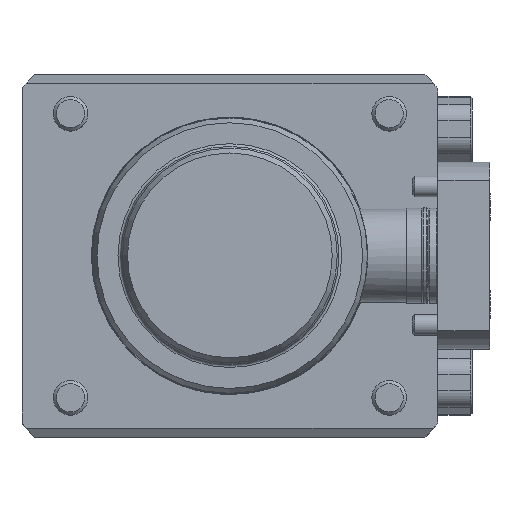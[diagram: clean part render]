
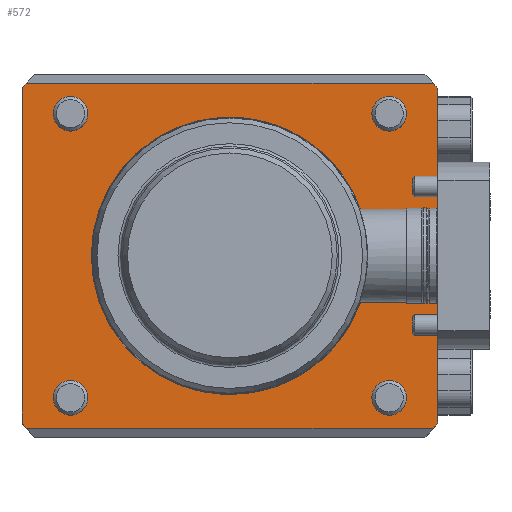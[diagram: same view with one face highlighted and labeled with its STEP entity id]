
A CAD part, top view. The second image highlights one B-rep face of the part: STEP entity #572.
In plain terms, the highlighted planar face has unit normal (0, 0, 1).
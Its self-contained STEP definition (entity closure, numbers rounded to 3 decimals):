
#52=LINE('',#3937,#174);
#53=LINE('',#3942,#175);
#54=LINE('',#3944,#176);
#55=LINE('',#3946,#177);
#56=LINE('',#3948,#178);
#57=LINE('',#3950,#179);
#58=LINE('',#3954,#180);
#59=LINE('',#3958,#181);
#174=VECTOR('',#2862,1.);
#175=VECTOR('',#2865,1.);
#176=VECTOR('',#2866,1.);
#177=VECTOR('',#2867,1.);
#178=VECTOR('',#2868,1.);
#179=VECTOR('',#2869,1.);
#180=VECTOR('',#2872,1.);
#181=VECTOR('',#2875,1.);
#394=FACE_BOUND('',#921,.T.);
#395=FACE_BOUND('',#922,.T.);
#396=FACE_BOUND('',#923,.T.);
#397=FACE_BOUND('',#924,.T.);
#398=FACE_BOUND('',#925,.T.);
#399=FACE_BOUND('',#926,.T.);
#572=ADVANCED_FACE('',(#394,#395,#396,#397,#398,#399),#733,.T.);
#733=PLANE('',#2507);
#921=EDGE_LOOP('',(#1185));
#922=EDGE_LOOP('',(#1186));
#923=EDGE_LOOP('',(#1187));
#924=EDGE_LOOP('',(#1188));
#925=EDGE_LOOP('',(#1189));
#926=EDGE_LOOP('',(#1190,#1191,#1192,#1193,#1194,#1195,#1196,#1197,#1198,
#1199,#1200,#1201));
#1185=ORIENTED_EDGE('',*,*,#2004,.T.);
#1186=ORIENTED_EDGE('',*,*,#2005,.T.);
#1187=ORIENTED_EDGE('',*,*,#2002,.T.);
#1188=ORIENTED_EDGE('',*,*,#1999,.T.);
#1189=ORIENTED_EDGE('',*,*,#1996,.T.);
#1190=ORIENTED_EDGE('',*,*,#2006,.F.);
#1191=ORIENTED_EDGE('',*,*,#2007,.F.);
#1192=ORIENTED_EDGE('',*,*,#2008,.F.);
#1193=ORIENTED_EDGE('',*,*,#2009,.F.);
#1194=ORIENTED_EDGE('',*,*,#2010,.F.);
#1195=ORIENTED_EDGE('',*,*,#2011,.F.);
#1196=ORIENTED_EDGE('',*,*,#2012,.F.);
#1197=ORIENTED_EDGE('',*,*,#2013,.F.);
#1198=ORIENTED_EDGE('',*,*,#2014,.T.);
#1199=ORIENTED_EDGE('',*,*,#2015,.F.);
#1200=ORIENTED_EDGE('',*,*,#2016,.F.);
#1201=ORIENTED_EDGE('',*,*,#2017,.F.);
#1773=VERTEX_POINT('',#3909);
#1776=VERTEX_POINT('',#3918);
#1779=VERTEX_POINT('',#3927);
#1781=VERTEX_POINT('',#3934);
#1782=VERTEX_POINT('',#3936);
#1783=VERTEX_POINT('',#3938);
#1784=VERTEX_POINT('',#3939);
#1785=VERTEX_POINT('',#3941);
#1786=VERTEX_POINT('',#3943);
#1787=VERTEX_POINT('',#3945);
#1788=VERTEX_POINT('',#3947);
#1789=VERTEX_POINT('',#3949);
#1790=VERTEX_POINT('',#3951);
#1791=VERTEX_POINT('',#3953);
#1792=VERTEX_POINT('',#3955);
#1793=VERTEX_POINT('',#3957);
#1794=VERTEX_POINT('',#3959);
#1996=EDGE_CURVE('',#1773,#1773,#2293,.T.);
#1999=EDGE_CURVE('',#1776,#1776,#2296,.T.);
#2002=EDGE_CURVE('',#1779,#1779,#2299,.T.);
#2004=EDGE_CURVE('',#1781,#1781,#2301,.T.);
#2005=EDGE_CURVE('',#1782,#1782,#2302,.T.);
#2006=EDGE_CURVE('',#1783,#1784,#52,.T.);
#2007=EDGE_CURVE('',#1785,#1783,#2303,.T.);
#2008=EDGE_CURVE('',#1786,#1785,#53,.T.);
#2009=EDGE_CURVE('',#1787,#1786,#54,.T.);
#2010=EDGE_CURVE('',#1788,#1787,#55,.T.);
#2011=EDGE_CURVE('',#1789,#1788,#56,.T.);
#2012=EDGE_CURVE('',#1790,#1789,#57,.T.);
#2013=EDGE_CURVE('',#1791,#1790,#2304,.T.);
#2014=EDGE_CURVE('',#1791,#1792,#58,.T.);
#2015=EDGE_CURVE('',#1793,#1792,#2305,.T.);
#2016=EDGE_CURVE('',#1794,#1793,#59,.T.);
#2017=EDGE_CURVE('',#1784,#1794,#2306,.T.);
#2293=CIRCLE('',#2484,5.);
#2296=CIRCLE('',#2490,5.);
#2299=CIRCLE('',#2496,5.);
#2301=CIRCLE('',#2501,40.);
#2302=CIRCLE('',#2502,5.);
#2303=CIRCLE('',#2503,77.);
#2304=CIRCLE('',#2504,77.);
#2305=CIRCLE('',#2505,77.);
#2306=CIRCLE('',#2506,77.);
#2484=AXIS2_PLACEMENT_3D('',#3908,#2824,#2825);
#2490=AXIS2_PLACEMENT_3D('',#3917,#2836,#2837);
#2496=AXIS2_PLACEMENT_3D('',#3926,#2848,#2849);
#2501=AXIS2_PLACEMENT_3D('',#3933,#2858,#2859);
#2502=AXIS2_PLACEMENT_3D('',#3935,#2860,#2861);
#2503=AXIS2_PLACEMENT_3D('',#3940,#2863,#2864);
#2504=AXIS2_PLACEMENT_3D('',#3952,#2870,#2871);
#2505=AXIS2_PLACEMENT_3D('',#3956,#2873,#2874);
#2506=AXIS2_PLACEMENT_3D('',#3960,#2876,#2877);
#2507=AXIS2_PLACEMENT_3D('',#3961,#2878,#2879);
#2824=DIRECTION('',(0.,0.,-1.));
#2825=DIRECTION('',(0.,-1.,0.));
#2836=DIRECTION('',(0.,0.,-1.));
#2837=DIRECTION('',(0.,-1.,0.));
#2848=DIRECTION('',(0.,0.,-1.));
#2849=DIRECTION('',(0.,-1.,0.));
#2858=DIRECTION('',(0.,0.,-1.));
#2859=DIRECTION('',(-1.,0.,0.));
#2860=DIRECTION('',(0.,0.,-1.));
#2861=DIRECTION('',(0.,-1.,0.));
#2862=DIRECTION('',(-1.,0.,0.));
#2863=DIRECTION('',(0.,0.,-1.));
#2864=DIRECTION('',(1.,0.,0.));
#2865=DIRECTION('',(0.,-1.,0.));
#2866=DIRECTION('',(0.,-1.,0.));
#2867=DIRECTION('',(0.,-1.,0.));
#2868=DIRECTION('',(0.,-1.,0.));
#2869=DIRECTION('',(0.,-1.,0.));
#2870=DIRECTION('',(0.,0.,-1.));
#2871=DIRECTION('',(1.,0.,0.));
#2872=DIRECTION('',(-1.,0.,0.));
#2873=DIRECTION('',(0.,0.,-1.));
#2874=DIRECTION('',(1.,0.,0.));
#2875=DIRECTION('',(0.,1.,0.));
#2876=DIRECTION('',(0.,0.,-1.));
#2877=DIRECTION('',(1.,0.,0.));
#2878=DIRECTION('',(0.,0.,1.));
#2879=DIRECTION('',(1.,0.,0.));
#3908=CARTESIAN_POINT('',(-46.,41.,0.));
#3909=CARTESIAN_POINT('',(-46.,36.,0.));
#3917=CARTESIAN_POINT('',(46.,41.,0.));
#3918=CARTESIAN_POINT('',(46.,36.,0.));
#3926=CARTESIAN_POINT('',(-46.,-41.,0.));
#3927=CARTESIAN_POINT('',(-46.,-46.,0.));
#3933=CARTESIAN_POINT('',(0.,0.,0.));
#3934=CARTESIAN_POINT('',(-40.,0.,0.));
#3935=CARTESIAN_POINT('',(46.,-41.,0.));
#3936=CARTESIAN_POINT('',(46.,-46.,0.));
#3937=CARTESIAN_POINT('',(139.262,-49.821,0.));
#3938=CARTESIAN_POINT('',(58.71,-49.821,0.));
#3939=CARTESIAN_POINT('',(-58.71,-49.821,0.));
#3940=CARTESIAN_POINT('',(0.,0.,0.));
#3941=CARTESIAN_POINT('',(60.,-48.26,0.));
#3942=CARTESIAN_POINT('',(60.,0.,0.));
#3943=CARTESIAN_POINT('',(60.,-46.,0.));
#3944=CARTESIAN_POINT('',(60.,0.,0.));
#3945=CARTESIAN_POINT('',(60.,-23.135,0.));
#3946=CARTESIAN_POINT('',(60.,0.,0.));
#3947=CARTESIAN_POINT('',(60.,23.135,0.));
#3948=CARTESIAN_POINT('',(60.,0.,0.));
#3949=CARTESIAN_POINT('',(60.,46.,0.));
#3950=CARTESIAN_POINT('',(60.,0.,0.));
#3951=CARTESIAN_POINT('',(60.,48.26,0.));
#3952=CARTESIAN_POINT('',(0.,0.,0.));
#3953=CARTESIAN_POINT('',(58.71,49.821,0.));
#3954=CARTESIAN_POINT('',(139.262,49.821,0.));
#3955=CARTESIAN_POINT('',(-58.71,49.821,0.));
#3956=CARTESIAN_POINT('',(0.,0.,0.));
#3957=CARTESIAN_POINT('',(-60.,48.26,0.));
#3958=CARTESIAN_POINT('',(-60.,0.,0.));
#3959=CARTESIAN_POINT('',(-60.,-48.26,0.));
#3960=CARTESIAN_POINT('',(0.,0.,0.));
#3961=CARTESIAN_POINT('',(42.85,0.,0.));
